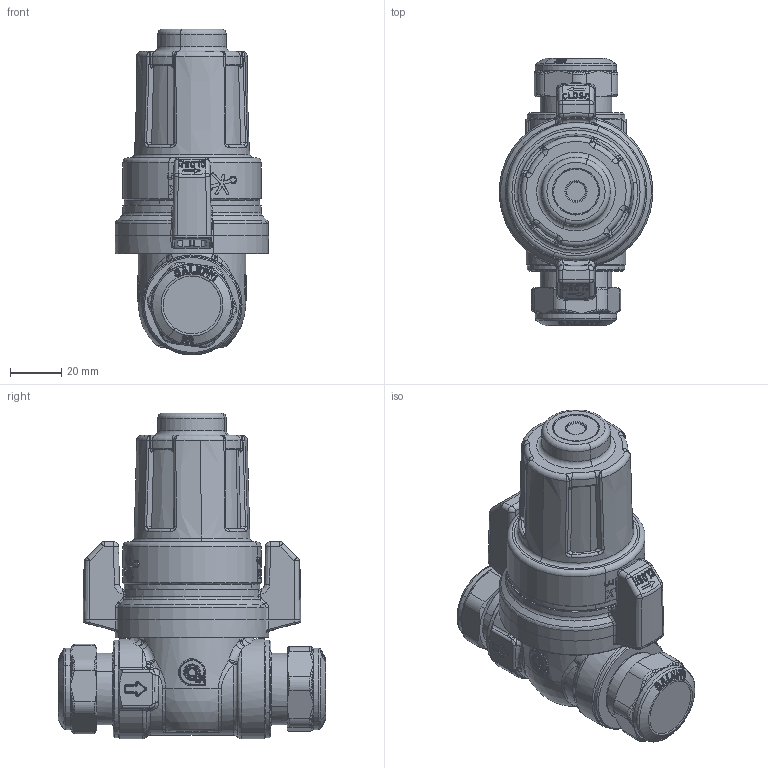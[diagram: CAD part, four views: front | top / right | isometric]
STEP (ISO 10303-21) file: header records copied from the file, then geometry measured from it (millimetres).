
FILE_DESCRIPTION(('CATIA V5 STEP Exchange','CAx-IF Rec.Pracs.--- Model Styling and Organization---1.4--- 2014-01-23','CAx-IF Rec.Pracs.---3D Tessellated Data Validation Properties---0.5---2014-09-14'),'2;1');
FILE_NAME('STEP_545912_-_TST.stp','2022-08-22T14:17:34+00:00',('none'),('none'),'CATIA Version 5-6 Release 2019 SP3','CATIA V5 STEP AP242 v1','none');
FILE_SCHEMA(('AP242_MANAGED_MODEL_BASED_3D_ENGINEERING_MIM_LF {1 0 10303 442 1 1 4}'));
Products named in the file (1): 545912 - TST
Bounding box: 59.8 x 104.36 x 127.1 mm (x, y, z)
Volume: 273415.3 mm3; surface area: 37096.9 mm2
Topology: 1 solids, 19 shells, 2905 faces, 7163 edges, 4103 vertices
Faces by surface type: bspline 1466, plane 353, cylinder 339, extrusion 282, sphere 198, cone 156, torus 111
Entity records: 157757 total; most frequent: CARTESIAN_POINT 106805, ORIENTED_EDGE 13804, EDGE_CURVE 6902, B_SPLINE_CURVE_WITH_KNOTS 5132, DIRECTION 4148, VERTEX_POINT 4103, EDGE_LOOP 2973, ADVANCED_FACE 2905
